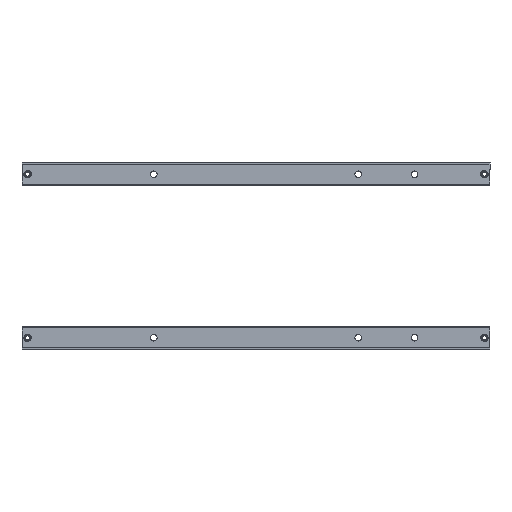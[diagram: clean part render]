
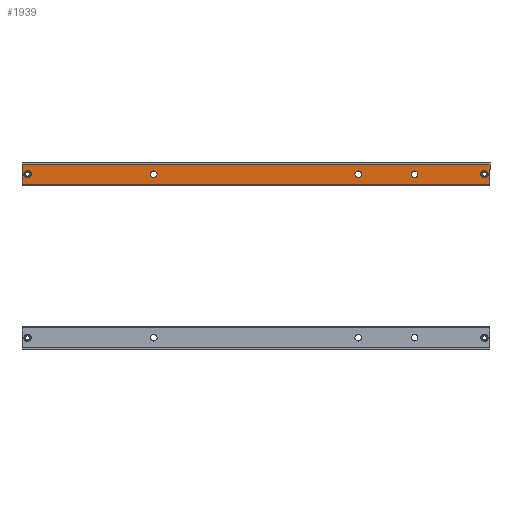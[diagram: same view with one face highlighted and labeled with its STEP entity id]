
A CAD part, front view. The second image highlights one B-rep face of the part: STEP entity #1939.
In plain terms, the highlighted planar face has unit normal (0, -1, 0).
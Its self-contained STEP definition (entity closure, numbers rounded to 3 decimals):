
#5 = VERTEX_POINT ( 'NONE', #1874 ) ;
#30 = VERTEX_POINT ( 'NONE', #591 ) ;
#39 = FACE_BOUND ( 'NONE', #434, .T. ) ;
#66 = AXIS2_PLACEMENT_3D ( 'NONE', #759, #79, #1302 ) ;
#79 = DIRECTION ( 'NONE',  ( 0., 1., 0. ) ) ;
#94 = AXIS2_PLACEMENT_3D ( 'NONE', #633, #192, #1157 ) ;
#95 = CARTESIAN_POINT ( 'NONE',  ( -387.888, 517.945, 2236.671 ) ) ;
#109 = VERTEX_POINT ( 'NONE', #1587 ) ;
#116 = DIRECTION ( 'NONE',  ( 0., 1., 0. ) ) ;
#118 = DIRECTION ( 'NONE',  ( 0., 1., 0. ) ) ;
#125 = CARTESIAN_POINT ( 'NONE',  ( 447.612, 517.945, 1216.667 ) ) ;
#157 = CIRCLE ( 'NONE', #1247, 8. ) ;
#161 = EDGE_CURVE ( 'NONE', #1176, #5, #1038, .T. ) ;
#166 = EDGE_CURVE ( 'NONE', #209, #1520, #1794, .T. ) ;
#175 = DIRECTION ( 'NONE',  ( 0., -1., 0. ) ) ;
#192 = DIRECTION ( 'NONE',  ( 0., 1., 0. ) ) ;
#209 = VERTEX_POINT ( 'NONE', #509 ) ;
#211 = CARTESIAN_POINT ( 'NONE',  ( 596.112, 517.945, 1216.667 ) ) ;
#243 = PLANE ( 'NONE',  #66 ) ;
#248 = EDGE_LOOP ( 'NONE', ( #1351, #1410 ) ) ;
#265 = VECTOR ( 'NONE', #1061, 1000. ) ;
#280 = AXIS2_PLACEMENT_3D ( 'NONE', #1234, #1060, #1990 ) ;
#283 = AXIS2_PLACEMENT_3D ( 'NONE', #1851, #991, #1459 ) ;
#323 = VERTEX_POINT ( 'NONE', #590 ) ;
#350 = ORIENTED_EDGE ( 'NONE', *, *, #535, .T. ) ;
#373 = EDGE_CURVE ( 'NONE', #685, #1520, #1655, .T. ) ;
#381 = CIRCLE ( 'NONE', #913, 7. ) ;
#426 = CARTESIAN_POINT ( 'NONE',  ( 596.112, 517.945, 1216.667 ) ) ;
#428 = EDGE_CURVE ( 'NONE', #30, #109, #1182, .T. ) ;
#434 = EDGE_LOOP ( 'NONE', ( #468, #1722 ) ) ;
#443 = EDGE_CURVE ( 'NONE', #1249, #1977, #157, .T. ) ;
#451 = DIRECTION ( 'NONE',  ( 1., 0., 0. ) ) ;
#458 = DIRECTION ( 'NONE',  ( 0., -1., 0. ) ) ;
#463 = EDGE_CURVE ( 'NONE', #1042, #323, #1914, .T. ) ;
#468 = ORIENTED_EDGE ( 'NONE', *, *, #428, .T. ) ;
#479 = ORIENTED_EDGE ( 'NONE', *, *, #443, .F. ) ;
#491 = DIRECTION ( 'NONE',  ( 0., 0., 1. ) ) ;
#492 = ORIENTED_EDGE ( 'NONE', *, *, #641, .F. ) ;
#509 = CARTESIAN_POINT ( 'NONE',  ( -387.888, 517.945, 1195.667 ) ) ;
#511 = AXIS2_PLACEMENT_3D ( 'NONE', #426, #175, #491 ) ;
#535 = EDGE_CURVE ( 'NONE', #5, #1176, #1297, .T. ) ;
#556 = FACE_BOUND ( 'NONE', #1636, .T. ) ;
#590 = CARTESIAN_POINT ( 'NONE',  ( 593.872, 517.945, 1224.347 ) ) ;
#591 = CARTESIAN_POINT ( 'NONE',  ( 320.612, 517.945, 1216.667 ) ) ;
#596 = EDGE_CURVE ( 'NONE', #994, #685, #708, .T. ) ;
#609 = CARTESIAN_POINT ( 'NONE',  ( 608.112, 517.945, 1195.667 ) ) ;
#633 = CARTESIAN_POINT ( 'NONE',  ( -107.388, 517.945, 1216.667 ) ) ;
#641 = EDGE_CURVE ( 'NONE', #1977, #1249, #1687, .T. ) ;
#642 = EDGE_CURVE ( 'NONE', #1667, #897, #1936, .T. ) ;
#647 = CARTESIAN_POINT ( 'NONE',  ( -375.888, 517.945, 1216.667 ) ) ;
#656 = CARTESIAN_POINT ( 'NONE',  ( -387.888, 517.945, 1237.667 ) ) ;
#685 = VERTEX_POINT ( 'NONE', #1292 ) ;
#708 = LINE ( 'NONE', #1253, #1080 ) ;
#729 = DIRECTION ( 'NONE',  ( -1., 0., 0. ) ) ;
#739 = ORIENTED_EDGE ( 'NONE', *, *, #642, .T. ) ;
#759 = CARTESIAN_POINT ( 'NONE',  ( -387.888, 517.945, 2236.671 ) ) ;
#777 = DIRECTION ( 'NONE',  ( 0., 0., 1. ) ) ;
#795 = AXIS2_PLACEMENT_3D ( 'NONE', #826, #1866, #1953 ) ;
#826 = CARTESIAN_POINT ( 'NONE',  ( -107.388, 517.945, 1216.667 ) ) ;
#879 = LINE ( 'NONE', #95, #265 ) ;
#886 = DIRECTION ( 'NONE',  ( 0., 1., 0. ) ) ;
#892 = CARTESIAN_POINT ( 'NONE',  ( 608.112, 517.945, 2236.671 ) ) ;
#897 = VERTEX_POINT ( 'NONE', #1603 ) ;
#913 = AXIS2_PLACEMENT_3D ( 'NONE', #1471, #886, #1648 ) ;
#928 = CARTESIAN_POINT ( 'NONE',  ( 110.112, 517.945, 1195.667 ) ) ;
#944 = EDGE_LOOP ( 'NONE', ( #492, #479 ) ) ;
#991 = DIRECTION ( 'NONE',  ( 0., -1., 0. ) ) ;
#994 = VERTEX_POINT ( 'NONE', #656 ) ;
#1014 = CARTESIAN_POINT ( 'NONE',  ( 327.612, 517.945, 1216.667 ) ) ;
#1038 = CIRCLE ( 'NONE', #94, 7. ) ;
#1042 = VERTEX_POINT ( 'NONE', #1404 ) ;
#1060 = DIRECTION ( 'NONE',  ( 0., 1., 0. ) ) ;
#1061 = DIRECTION ( 'NONE',  ( 0., 0., -1. ) ) ;
#1066 = VECTOR ( 'NONE', #451, 1000. ) ;
#1080 = VECTOR ( 'NONE', #1730, 1000. ) ;
#1118 = AXIS2_PLACEMENT_3D ( 'NONE', #125, #116, #729 ) ;
#1132 = CARTESIAN_POINT ( 'NONE',  ( -378.128, 517.945, 1208.987 ) ) ;
#1157 = DIRECTION ( 'NONE',  ( -1., 0., 0. ) ) ;
#1172 = EDGE_LOOP ( 'NONE', ( #350, #1896 ) ) ;
#1176 = VERTEX_POINT ( 'NONE', #1314 ) ;
#1182 = CIRCLE ( 'NONE', #1605, 7. ) ;
#1211 = DIRECTION ( 'NONE',  ( 0., 0., -1. ) ) ;
#1214 = DIRECTION ( 'NONE',  ( -1., 0., 0. ) ) ;
#1234 = CARTESIAN_POINT ( 'NONE',  ( 327.612, 517.945, 1216.667 ) ) ;
#1235 = CARTESIAN_POINT ( 'NONE',  ( 454.612, 517.945, 1216.667 ) ) ;
#1236 = CIRCLE ( 'NONE', #280, 7. ) ;
#1241 = AXIS2_PLACEMENT_3D ( 'NONE', #211, #458, #777 ) ;
#1247 = AXIS2_PLACEMENT_3D ( 'NONE', #647, #1315, #1793 ) ;
#1249 = VERTEX_POINT ( 'NONE', #1132 ) ;
#1253 = CARTESIAN_POINT ( 'NONE',  ( 110.112, 517.945, 1237.667 ) ) ;
#1292 = CARTESIAN_POINT ( 'NONE',  ( 608.112, 517.945, 1237.667 ) ) ;
#1297 = CIRCLE ( 'NONE', #795, 7. ) ;
#1302 = DIRECTION ( 'NONE',  ( -1., 0., 0. ) ) ;
#1314 = CARTESIAN_POINT ( 'NONE',  ( -100.388, 517.945, 1216.667 ) ) ;
#1315 = DIRECTION ( 'NONE',  ( 0., -1., 0. ) ) ;
#1351 = ORIENTED_EDGE ( 'NONE', *, *, #1743, .F. ) ;
#1376 = FACE_OUTER_BOUND ( 'NONE', #1693, .T. ) ;
#1393 = CIRCLE ( 'NONE', #1241, 8. ) ;
#1404 = CARTESIAN_POINT ( 'NONE',  ( 598.352, 517.945, 1208.987 ) ) ;
#1410 = ORIENTED_EDGE ( 'NONE', *, *, #463, .F. ) ;
#1459 = DIRECTION ( 'NONE',  ( 0., 0., 1. ) ) ;
#1471 = CARTESIAN_POINT ( 'NONE',  ( 447.612, 517.945, 1216.667 ) ) ;
#1478 = FACE_BOUND ( 'NONE', #1172, .T. ) ;
#1511 = EDGE_CURVE ( 'NONE', #994, #209, #879, .T. ) ;
#1520 = VERTEX_POINT ( 'NONE', #609 ) ;
#1531 = EDGE_CURVE ( 'NONE', #897, #1667, #381, .T. ) ;
#1584 = VECTOR ( 'NONE', #1211, 1000. ) ;
#1587 = CARTESIAN_POINT ( 'NONE',  ( 334.612, 517.945, 1216.667 ) ) ;
#1603 = CARTESIAN_POINT ( 'NONE',  ( 440.612, 517.945, 1216.667 ) ) ;
#1605 = AXIS2_PLACEMENT_3D ( 'NONE', #1014, #118, #1214 ) ;
#1616 = EDGE_CURVE ( 'NONE', #109, #30, #1236, .T. ) ;
#1621 = ORIENTED_EDGE ( 'NONE', *, *, #1511, .T. ) ;
#1636 = EDGE_LOOP ( 'NONE', ( #1815, #739 ) ) ;
#1646 = ORIENTED_EDGE ( 'NONE', *, *, #596, .F. ) ;
#1648 = DIRECTION ( 'NONE',  ( -1., 0., 0. ) ) ;
#1655 = LINE ( 'NONE', #892, #1584 ) ;
#1667 = VERTEX_POINT ( 'NONE', #1235 ) ;
#1687 = CIRCLE ( 'NONE', #283, 8. ) ;
#1693 = EDGE_LOOP ( 'NONE', ( #1646, #1621, #1816, #1725 ) ) ;
#1722 = ORIENTED_EDGE ( 'NONE', *, *, #1616, .T. ) ;
#1725 = ORIENTED_EDGE ( 'NONE', *, *, #373, .F. ) ;
#1730 = DIRECTION ( 'NONE',  ( 1., 0., 0. ) ) ;
#1736 = CARTESIAN_POINT ( 'NONE',  ( -373.648, 517.945, 1224.347 ) ) ;
#1743 = EDGE_CURVE ( 'NONE', #323, #1042, #1393, .T. ) ;
#1757 = FACE_BOUND ( 'NONE', #248, .T. ) ;
#1793 = DIRECTION ( 'NONE',  ( 0., 0., 1. ) ) ;
#1794 = LINE ( 'NONE', #928, #1066 ) ;
#1815 = ORIENTED_EDGE ( 'NONE', *, *, #1531, .T. ) ;
#1816 = ORIENTED_EDGE ( 'NONE', *, *, #166, .T. ) ;
#1851 = CARTESIAN_POINT ( 'NONE',  ( -375.888, 517.945, 1216.667 ) ) ;
#1866 = DIRECTION ( 'NONE',  ( 0., 1., 0. ) ) ;
#1874 = CARTESIAN_POINT ( 'NONE',  ( -114.388, 517.945, 1216.667 ) ) ;
#1896 = ORIENTED_EDGE ( 'NONE', *, *, #161, .T. ) ;
#1914 = CIRCLE ( 'NONE', #511, 8. ) ;
#1936 = CIRCLE ( 'NONE', #1118, 7. ) ;
#1939 = ADVANCED_FACE ( 'NONE', ( #1376, #556, #39, #1478, #1757, #1945 ), #243, .F. ) ;
#1945 = FACE_BOUND ( 'NONE', #944, .T. ) ;
#1953 = DIRECTION ( 'NONE',  ( -1., 0., 0. ) ) ;
#1977 = VERTEX_POINT ( 'NONE', #1736 ) ;
#1990 = DIRECTION ( 'NONE',  ( -1., 0., 0. ) ) ;
